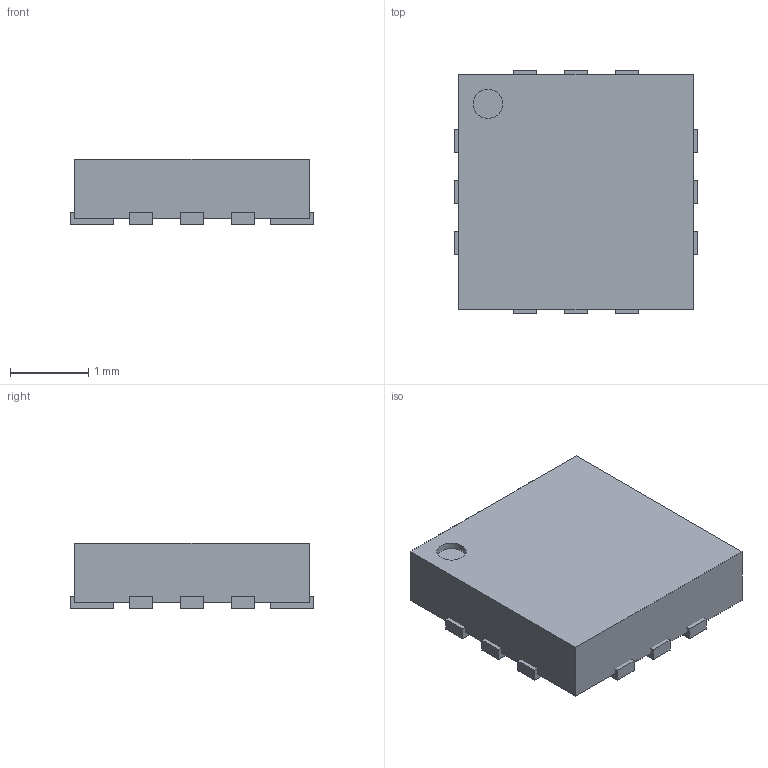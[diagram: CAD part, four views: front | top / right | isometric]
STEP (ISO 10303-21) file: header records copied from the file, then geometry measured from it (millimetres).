
FILE_DESCRIPTION(('FreeCAD Model'),'2;1');
FILE_NAME('16437375.2.1.stp','2023-04-16T07:23:52',( 'Author'),(''),'Open CASCADE STEP processor 6.9','FreeCAD','Unknown' );
FILE_SCHEMA(('AUTOMOTIVE_DESIGN { 1 0 10303 214 1 1 1 1 }'));
Length unit declared in the file: millimetre
Products named in the file (4): ASSEMBLY; Body; PinsArrayLR; PinsArrayTB
Assembly tree (3 placements, depth 2):
  ASSEMBLY
    Body
    PinsArrayLR
    PinsArrayTB
Bounding box: 3.1 x 3.1 x 0.84 mm (x, y, z)
Volume: 7.2 mm3; surface area: 34.4 mm2
Topology: 13 solids, 13 shells, 80 faces, 159 edges, 106 vertices
Faces by surface type: plane 79, cylinder 1
Full cylindrical faces by diameter (mm): 0.375 x1
Entity records: 4254 total; most frequent: CARTESIAN_POINT 667, DIRECTION 647, LINE 473, VECTOR 473, ORIENTED_EDGE 318, PCURVE 318, DEFINITIONAL_REPRESENTATION 318, EDGE_CURVE 159
